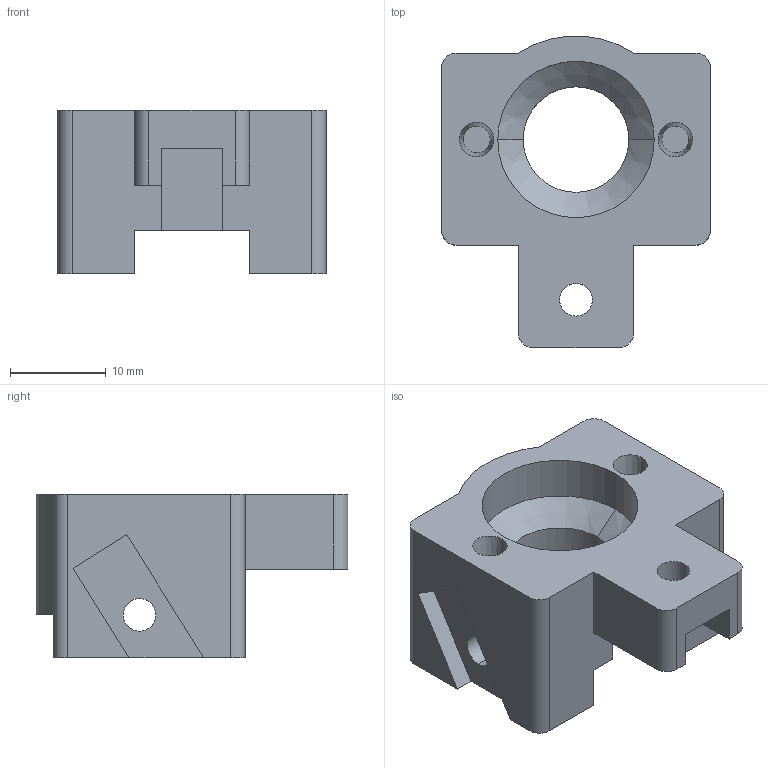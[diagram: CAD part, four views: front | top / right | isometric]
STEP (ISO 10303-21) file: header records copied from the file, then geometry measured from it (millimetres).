
FILE_DESCRIPTION (( 'STEP AP214' ), '1' );
FILE_NAME ('Caster wheel body (3D).STEP', '2021-06-04T10:51:27', ( '' ), ( '' ), 'SwSTEP 2.0', 'SolidWorks 2016', '' );
FILE_SCHEMA (( 'AUTOMOTIVE_DESIGN' ));
Length unit declared in the file: millimetre
Products named in the file (2): Caster wheel body (3D)
Bounding box: 28 x 32.46 x 17 mm (x, y, z)
Volume: 6471.5 mm3; surface area: 4034 mm2
Topology: 1 solids, 1 shells, 77 faces, 214 edges, 140 vertices
Faces by surface type: plane 50, cylinder 21, cone 6
Entity records: 2519 total; most frequent: CARTESIAN_POINT 433, ORIENTED_EDGE 428, DIRECTION 422, EDGE_CURVE 214, LINE 164, VECTOR 164, VERTEX_POINT 140, AXIS2_PLACEMENT_3D 129
